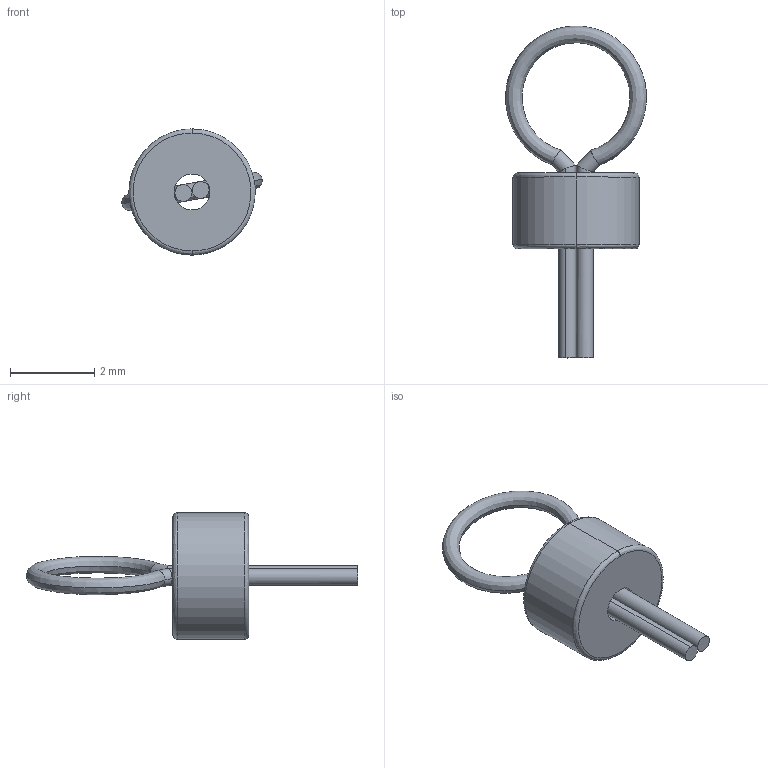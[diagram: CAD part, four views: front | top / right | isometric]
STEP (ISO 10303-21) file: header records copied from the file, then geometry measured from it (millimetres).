
FILE_DESCRIPTION (( 'STEP AP214' ), '1' );
FILE_NAME ('User Library-Test Point-1.STEP', '2017-02-10T07:27:20', ( 'Windows User' ), ( '' ), 'SwSTEP 2.0', 'SolidWorks 2017', '' );
FILE_SCHEMA (( 'AUTOMOTIVE_DESIGN' ));
Length unit declared in the file: millimetre
Products named in the file (3): User Library-Test Point-1_Test Point; User Library-Test Point-1_Holder; User Library-Test Point-1
Assembly tree (2 placements, depth 2):
  User Library-Test Point-1
    User Library-Test Point-1_Holder
    User Library-Test Point-1_Test Point
Bounding box: 3.34 x 7.88 x 3 mm (x, y, z)
Volume: 14 mm3; surface area: 57.1 mm2
Topology: 2 solids, 2 shells, 22 faces, 44 edges, 26 vertices
Faces by surface type: bspline 10, cylinder 8, plane 4
Entity records: 1569 total; most frequent: CARTESIAN_POINT 847, ORIENTED_EDGE 88, DIRECTION 70, EDGE_CURVE 44, AXIS2_PLACEMENT_3D 31, UNCERTAINTY_MEASURE_WITH_UNIT 29, PRESENTATION_STYLE_ASSIGNMENT 26, PRESENTATION_LAYER_ASSIGNMENT 26
